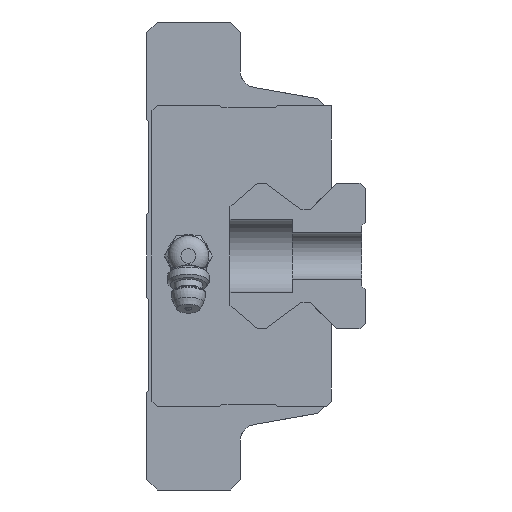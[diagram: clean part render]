
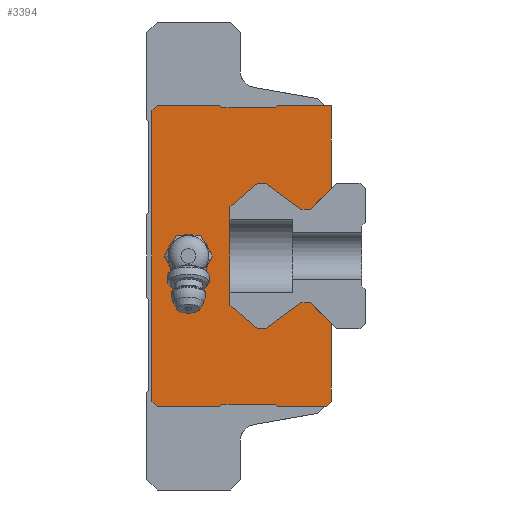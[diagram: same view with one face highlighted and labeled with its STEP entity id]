
A CAD part, left-side view. The second image highlights one B-rep face of the part: STEP entity #3394.
In plain terms, the highlighted planar face has unit normal (-1, 0, 0).
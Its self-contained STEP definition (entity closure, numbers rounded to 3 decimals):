
#720=ORIENTED_EDGE('',*,*,#1424,.F.);
#721=ORIENTED_EDGE('',*,*,#1453,.F.);
#722=ORIENTED_EDGE('',*,*,#1451,.F.);
#723=ORIENTED_EDGE('',*,*,#1449,.F.);
#724=ORIENTED_EDGE('',*,*,#1447,.F.);
#725=ORIENTED_EDGE('',*,*,#1445,.F.);
#726=ORIENTED_EDGE('',*,*,#1443,.F.);
#727=ORIENTED_EDGE('',*,*,#1441,.F.);
#728=ORIENTED_EDGE('',*,*,#1439,.F.);
#729=ORIENTED_EDGE('',*,*,#1437,.F.);
#730=ORIENTED_EDGE('',*,*,#1319,.F.);
#731=ORIENTED_EDGE('',*,*,#1316,.F.);
#732=ORIENTED_EDGE('',*,*,#1313,.F.);
#733=ORIENTED_EDGE('',*,*,#1310,.F.);
#734=ORIENTED_EDGE('',*,*,#1307,.F.);
#735=ORIENTED_EDGE('',*,*,#1304,.F.);
#736=ORIENTED_EDGE('',*,*,#1301,.F.);
#737=ORIENTED_EDGE('',*,*,#1298,.F.);
#738=ORIENTED_EDGE('',*,*,#1295,.F.);
#739=ORIENTED_EDGE('',*,*,#1292,.F.);
#740=ORIENTED_EDGE('',*,*,#1287,.F.);
#741=ORIENTED_EDGE('',*,*,#1436,.F.);
#742=ORIENTED_EDGE('',*,*,#1434,.F.);
#743=ORIENTED_EDGE('',*,*,#1432,.F.);
#744=ORIENTED_EDGE('',*,*,#1430,.F.);
#745=ORIENTED_EDGE('',*,*,#1428,.F.);
#746=ORIENTED_EDGE('',*,*,#1426,.F.);
#747=ORIENTED_EDGE('',*,*,#1454,.T.);
#748=ORIENTED_EDGE('',*,*,#1455,.T.);
#749=ORIENTED_EDGE('',*,*,#1456,.T.);
#750=ORIENTED_EDGE('',*,*,#1457,.T.);
#751=ORIENTED_EDGE('',*,*,#1458,.T.);
#752=ORIENTED_EDGE('',*,*,#1459,.T.);
#1287=EDGE_CURVE('',#1736,#1737,#2052,.T.);
#1292=EDGE_CURVE('',#1737,#1741,#2057,.T.);
#1295=EDGE_CURVE('',#1741,#1743,#2060,.T.);
#1298=EDGE_CURVE('',#1743,#1745,#2063,.T.);
#1301=EDGE_CURVE('',#1745,#1747,#2066,.T.);
#1304=EDGE_CURVE('',#1747,#1749,#2069,.T.);
#1307=EDGE_CURVE('',#1749,#1751,#2072,.T.);
#1310=EDGE_CURVE('',#1751,#1753,#2075,.T.);
#1313=EDGE_CURVE('',#1753,#1755,#2078,.T.);
#1316=EDGE_CURVE('',#1755,#1757,#2081,.T.);
#1319=EDGE_CURVE('',#1757,#1759,#2084,.T.);
#1424=EDGE_CURVE('',#1822,#1823,#2184,.T.);
#1426=EDGE_CURVE('',#1823,#1824,#2186,.T.);
#1428=EDGE_CURVE('',#1824,#1825,#2188,.T.);
#1430=EDGE_CURVE('',#1825,#1826,#2190,.T.);
#1432=EDGE_CURVE('',#1826,#1827,#2192,.T.);
#1434=EDGE_CURVE('',#1827,#1828,#2194,.T.);
#1436=EDGE_CURVE('',#1828,#1736,#2196,.T.);
#1437=EDGE_CURVE('',#1759,#1829,#2197,.T.);
#1439=EDGE_CURVE('',#1829,#1830,#2199,.T.);
#1441=EDGE_CURVE('',#1830,#1831,#2201,.T.);
#1443=EDGE_CURVE('',#1831,#1832,#2203,.T.);
#1445=EDGE_CURVE('',#1832,#1833,#2205,.T.);
#1447=EDGE_CURVE('',#1833,#1834,#2207,.T.);
#1449=EDGE_CURVE('',#1834,#1835,#2209,.T.);
#1451=EDGE_CURVE('',#1835,#1836,#2211,.T.);
#1453=EDGE_CURVE('',#1836,#1822,#2213,.T.);
#1454=EDGE_CURVE('',#1837,#1838,#2214,.T.);
#1455=EDGE_CURVE('',#1838,#1839,#2215,.T.);
#1456=EDGE_CURVE('',#1839,#1840,#2216,.T.);
#1457=EDGE_CURVE('',#1840,#1841,#2217,.T.);
#1458=EDGE_CURVE('',#1841,#1842,#2218,.T.);
#1459=EDGE_CURVE('',#1842,#1837,#2219,.T.);
#1736=VERTEX_POINT('',#5045);
#1737=VERTEX_POINT('',#5047);
#1741=VERTEX_POINT('',#5057);
#1743=VERTEX_POINT('',#5063);
#1745=VERTEX_POINT('',#5069);
#1747=VERTEX_POINT('',#5075);
#1749=VERTEX_POINT('',#5081);
#1751=VERTEX_POINT('',#5087);
#1753=VERTEX_POINT('',#5093);
#1755=VERTEX_POINT('',#5099);
#1757=VERTEX_POINT('',#5105);
#1759=VERTEX_POINT('',#5111);
#1822=VERTEX_POINT('',#5317);
#1823=VERTEX_POINT('',#5319);
#1824=VERTEX_POINT('',#5323);
#1825=VERTEX_POINT('',#5327);
#1826=VERTEX_POINT('',#5331);
#1827=VERTEX_POINT('',#5335);
#1828=VERTEX_POINT('',#5339);
#1829=VERTEX_POINT('',#5345);
#1830=VERTEX_POINT('',#5349);
#1831=VERTEX_POINT('',#5353);
#1832=VERTEX_POINT('',#5357);
#1833=VERTEX_POINT('',#5361);
#1834=VERTEX_POINT('',#5365);
#1835=VERTEX_POINT('',#5369);
#1836=VERTEX_POINT('',#5373);
#1837=VERTEX_POINT('',#5379);
#1838=VERTEX_POINT('',#5380);
#1839=VERTEX_POINT('',#5382);
#1840=VERTEX_POINT('',#5384);
#1841=VERTEX_POINT('',#5386);
#1842=VERTEX_POINT('',#5388);
#2052=LINE('',#5046,#2434);
#2057=LINE('',#5056,#2439);
#2060=LINE('',#5062,#2442);
#2063=LINE('',#5068,#2445);
#2066=LINE('',#5074,#2448);
#2069=LINE('',#5080,#2451);
#2072=LINE('',#5086,#2454);
#2075=LINE('',#5092,#2457);
#2078=LINE('',#5098,#2460);
#2081=LINE('',#5104,#2463);
#2084=LINE('',#5110,#2466);
#2184=LINE('',#5318,#2566);
#2186=LINE('',#5322,#2568);
#2188=LINE('',#5326,#2570);
#2190=LINE('',#5330,#2572);
#2192=LINE('',#5334,#2574);
#2194=LINE('',#5338,#2576);
#2196=LINE('',#5342,#2578);
#2197=LINE('',#5344,#2579);
#2199=LINE('',#5348,#2581);
#2201=LINE('',#5352,#2583);
#2203=LINE('',#5356,#2585);
#2205=LINE('',#5360,#2587);
#2207=LINE('',#5364,#2589);
#2209=LINE('',#5368,#2591);
#2211=LINE('',#5372,#2593);
#2213=LINE('',#5376,#2595);
#2214=LINE('',#5378,#2596);
#2215=LINE('',#5381,#2597);
#2216=LINE('',#5383,#2598);
#2217=LINE('',#5385,#2599);
#2218=LINE('',#5387,#2600);
#2219=LINE('',#5389,#2601);
#2434=VECTOR('',#4005,1000.);
#2439=VECTOR('',#4012,1000.);
#2442=VECTOR('',#4017,1000.);
#2445=VECTOR('',#4022,1000.);
#2448=VECTOR('',#4027,1000.);
#2451=VECTOR('',#4032,1000.);
#2454=VECTOR('',#4037,1000.);
#2457=VECTOR('',#4042,1000.);
#2460=VECTOR('',#4047,1000.);
#2463=VECTOR('',#4052,1000.);
#2466=VECTOR('',#4057,1000.);
#2566=VECTOR('',#4245,1000.);
#2568=VECTOR('',#4249,1000.);
#2570=VECTOR('',#4253,1000.);
#2572=VECTOR('',#4257,1000.);
#2574=VECTOR('',#4261,1000.);
#2576=VECTOR('',#4265,1000.);
#2578=VECTOR('',#4269,1000.);
#2579=VECTOR('',#4272,1000.);
#2581=VECTOR('',#4276,1000.);
#2583=VECTOR('',#4280,1000.);
#2585=VECTOR('',#4284,1000.);
#2587=VECTOR('',#4288,1000.);
#2589=VECTOR('',#4292,1000.);
#2591=VECTOR('',#4296,1000.);
#2593=VECTOR('',#4300,1000.);
#2595=VECTOR('',#4304,1000.);
#2596=VECTOR('',#4307,1000.);
#2597=VECTOR('',#4308,1000.);
#2598=VECTOR('',#4309,1000.);
#2599=VECTOR('',#4310,1000.);
#2600=VECTOR('',#4311,1000.);
#2601=VECTOR('',#4312,1000.);
#2810=EDGE_LOOP('',(#720,#721,#722,#723,#724,#725,#726,#727,#728,#729,#730,
#731,#732,#733,#734,#735,#736,#737,#738,#739,#740,#741,#742,#743,#744,#745,
#746));
#2811=EDGE_LOOP('',(#747,#748,#749,#750,#751,#752));
#3033=FACE_BOUND('',#2810,.T.);
#3034=FACE_BOUND('',#2811,.T.);
#3238=PLANE('',#3641);
#3394=ADVANCED_FACE('',(#3033,#3034),#3238,.F.);
#3641=AXIS2_PLACEMENT_3D('',#5377,#4305,#4306);
#4005=DIRECTION('',(0.,0.707,-0.707));
#4012=DIRECTION('',(0.,1.,0.));
#4017=DIRECTION('',(0.,0.807,0.591));
#4022=DIRECTION('',(0.,1.,0.));
#4027=DIRECTION('',(0.,0.758,-0.652));
#4032=DIRECTION('',(0.,0.,-1.));
#4037=DIRECTION('',(0.,-0.758,-0.652));
#4042=DIRECTION('',(0.,-1.,0.));
#4047=DIRECTION('',(0.,-0.807,0.591));
#4052=DIRECTION('',(0.,-1.,0.));
#4057=DIRECTION('',(0.,-0.707,-0.707));
#4245=DIRECTION('',(0.,-0.707,0.707));
#4249=DIRECTION('',(0.,-1.,0.));
#4253=DIRECTION('',(0.,-0.707,-0.707));
#4257=DIRECTION('',(0.,-1.,0.));
#4261=DIRECTION('',(0.,-0.707,0.707));
#4265=DIRECTION('',(0.,-1.,0.));
#4269=DIRECTION('',(0.,0.,-1.));
#4272=DIRECTION('',(0.,0.,-1.));
#4276=DIRECTION('',(0.,0.707,-0.707));
#4280=DIRECTION('',(0.,1.,0.));
#4284=DIRECTION('',(0.,0.707,0.707));
#4288=DIRECTION('',(0.,1.,0.));
#4292=DIRECTION('',(0.,0.707,-0.707));
#4296=DIRECTION('',(0.,1.,0.));
#4300=DIRECTION('',(0.,0.707,0.707));
#4304=DIRECTION('',(0.,0.,1.));
#4305=DIRECTION('',(1.,0.,0.));
#4306=DIRECTION('',(0.,0.,-1.));
#4307=DIRECTION('',(0.,1.,0.));
#4308=DIRECTION('',(0.,0.5,0.866));
#4309=DIRECTION('',(0.,-0.5,0.866));
#4310=DIRECTION('',(0.,-1.,0.));
#4311=DIRECTION('',(0.,-0.5,-0.866));
#4312=DIRECTION('',(0.,0.5,-0.866));
#5045=CARTESIAN_POINT('',(-58.95,-38.5,13.));
#5046=CARTESIAN_POINT('',(-58.95,-38.5,13.));
#5047=CARTESIAN_POINT('',(-58.95,-34.5,9.));
#5056=CARTESIAN_POINT('',(-58.95,-34.5,9.));
#5057=CARTESIAN_POINT('',(-58.95,-32.6,9.));
#5062=CARTESIAN_POINT('',(-58.95,-32.6,9.));
#5063=CARTESIAN_POINT('',(-58.95,-25.77,14.));
#5068=CARTESIAN_POINT('',(-58.95,-25.77,14.));
#5069=CARTESIAN_POINT('',(-58.95,-24.23,14.));
#5074=CARTESIAN_POINT('',(-58.95,-24.23,14.));
#5075=CARTESIAN_POINT('',(-58.95,-19.,9.5));
#5080=CARTESIAN_POINT('',(-58.95,-19.,9.5));
#5081=CARTESIAN_POINT('',(-58.95,-19.,-9.5));
#5086=CARTESIAN_POINT('',(-58.95,-19.,-9.5));
#5087=CARTESIAN_POINT('',(-58.95,-24.23,-14.));
#5092=CARTESIAN_POINT('',(-58.95,-24.23,-14.));
#5093=CARTESIAN_POINT('',(-58.95,-25.77,-14.));
#5098=CARTESIAN_POINT('',(-58.95,-25.77,-14.));
#5099=CARTESIAN_POINT('',(-58.95,-32.6,-9.));
#5104=CARTESIAN_POINT('',(-58.95,-32.6,-9.));
#5105=CARTESIAN_POINT('',(-58.95,-34.5,-9.));
#5110=CARTESIAN_POINT('',(-58.95,-34.5,-9.));
#5111=CARTESIAN_POINT('',(-58.95,-38.5,-13.));
#5317=CARTESIAN_POINT('',(-58.95,-4.,27.9));
#5318=CARTESIAN_POINT('',(-58.95,-4.,27.9));
#5319=CARTESIAN_POINT('',(-58.95,-5.,28.9));
#5322=CARTESIAN_POINT('',(-58.95,-5.,28.9));
#5323=CARTESIAN_POINT('',(-58.95,-17.05,28.9));
#5326=CARTESIAN_POINT('',(-58.95,-17.05,28.9));
#5327=CARTESIAN_POINT('',(-58.95,-17.45,28.5));
#5330=CARTESIAN_POINT('',(-58.95,-17.45,28.5));
#5331=CARTESIAN_POINT('',(-58.95,-27.75,28.5));
#5334=CARTESIAN_POINT('',(-58.95,-27.75,28.5));
#5335=CARTESIAN_POINT('',(-58.95,-28.15,28.9));
#5338=CARTESIAN_POINT('',(-58.95,-28.15,28.9));
#5339=CARTESIAN_POINT('',(-58.95,-38.5,28.9));
#5342=CARTESIAN_POINT('',(-58.95,-38.5,28.9));
#5344=CARTESIAN_POINT('',(-58.95,-38.5,-13.));
#5345=CARTESIAN_POINT('',(-58.95,-38.5,-27.9));
#5348=CARTESIAN_POINT('',(-58.95,-38.5,-27.9));
#5349=CARTESIAN_POINT('',(-58.95,-37.5,-28.9));
#5352=CARTESIAN_POINT('',(-58.95,-37.5,-28.9));
#5353=CARTESIAN_POINT('',(-58.95,-28.15,-28.9));
#5356=CARTESIAN_POINT('',(-58.95,-28.15,-28.9));
#5357=CARTESIAN_POINT('',(-58.95,-27.75,-28.5));
#5360=CARTESIAN_POINT('',(-58.95,-27.75,-28.5));
#5361=CARTESIAN_POINT('',(-58.95,-17.45,-28.5));
#5364=CARTESIAN_POINT('',(-58.95,-17.45,-28.5));
#5365=CARTESIAN_POINT('',(-58.95,-17.05,-28.9));
#5368=CARTESIAN_POINT('',(-58.95,-17.05,-28.9));
#5369=CARTESIAN_POINT('',(-58.95,-5.,-28.9));
#5372=CARTESIAN_POINT('',(-58.95,-5.,-28.9));
#5373=CARTESIAN_POINT('',(-58.95,-4.,-27.9));
#5376=CARTESIAN_POINT('',(-58.95,-4.,-27.9));
#5377=CARTESIAN_POINT('',(-58.95,0.,0.));
#5378=CARTESIAN_POINT('',(-58.95,-13.309,-4.));
#5379=CARTESIAN_POINT('',(-58.95,-13.309,-4.));
#5380=CARTESIAN_POINT('',(-58.95,-8.691,-4.));
#5381=CARTESIAN_POINT('',(-58.95,-8.691,-4.));
#5382=CARTESIAN_POINT('',(-58.95,-6.381,0.));
#5383=CARTESIAN_POINT('',(-58.95,-6.381,0.));
#5384=CARTESIAN_POINT('',(-58.95,-8.691,4.));
#5385=CARTESIAN_POINT('',(-58.95,-8.691,4.));
#5386=CARTESIAN_POINT('',(-58.95,-13.309,4.));
#5387=CARTESIAN_POINT('',(-58.95,-13.309,4.));
#5388=CARTESIAN_POINT('',(-58.95,-15.619,0.));
#5389=CARTESIAN_POINT('',(-58.95,-15.619,0.));
